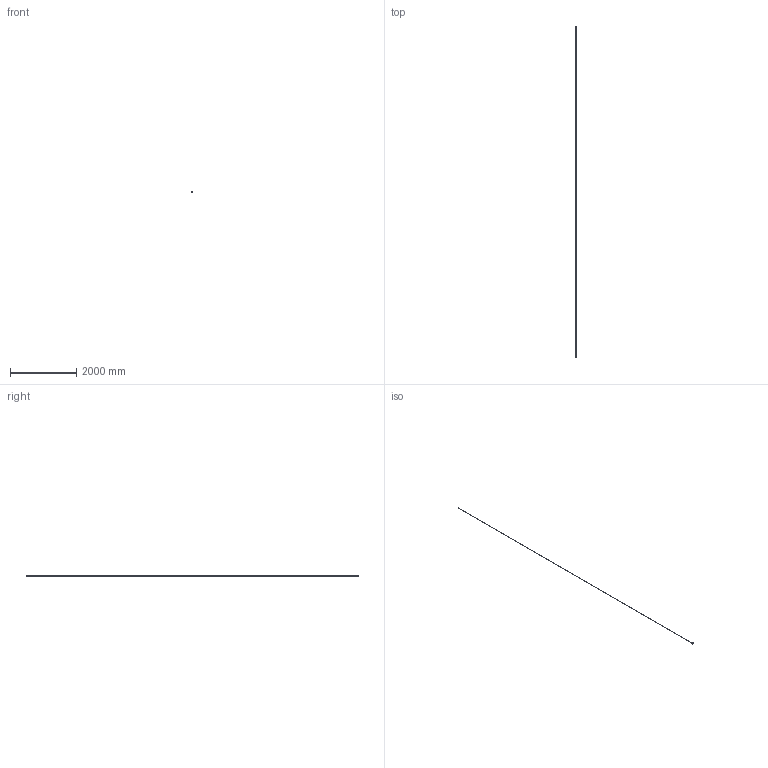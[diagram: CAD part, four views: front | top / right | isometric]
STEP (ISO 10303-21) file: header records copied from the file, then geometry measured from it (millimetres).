
FILE_DESCRIPTION (( 'STEP AP203' ), '1' );
FILE_NAME ('MCS25-SC-100.STEP', '2020-04-14T09:57:56', ( 'user' ), ( '' ), 'SwSTEP 2.0', 'SolidWorks 2008', '' );
FILE_SCHEMA (( 'CONFIG_CONTROL_DESIGN' ));
Length unit declared in the file: millimetre
Products named in the file (3): MCS25-SC_ル遽; 100_ル遽; MCS25-SC-100
Assembly tree (2 placements, depth 2):
  MCS25-SC-100
    MCS25-SC_ル遽
    100_ル遽
Bounding box: 56 x 10000 x 19 mm (x, y, z)
Volume: 476235.3 mm3; surface area: 244157.7 mm2
Topology: 2 solids, 2 shells, 336 faces, 883 edges, 580 vertices
Faces by surface type: plane 213, cylinder 71, cone 52
Entity records: 11024 total; most frequent: CARTESIAN_POINT 2404, ORIENTED_EDGE 1766, DIRECTION 1685, EDGE_CURVE 883, VERTEX_POINT 580, VECTOR 563, LINE 563, AXIS2_PLACEMENT_3D 561
